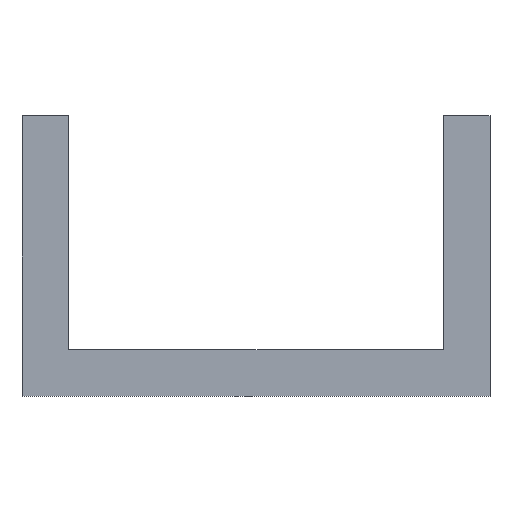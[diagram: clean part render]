
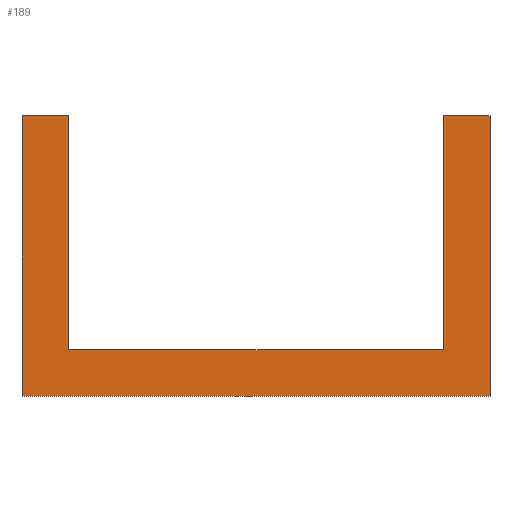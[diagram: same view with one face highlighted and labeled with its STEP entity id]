
A CAD part, front view. The second image highlights one B-rep face of the part: STEP entity #189.
In plain terms, the highlighted planar face has unit normal (0, -1, 0).
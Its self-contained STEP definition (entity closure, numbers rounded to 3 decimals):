
#23=FACE_OUTER_BOUND('',#33,.T.);
#33=EDGE_LOOP('',(#155,#156,#157,#158,#159,#160,#161,#162));
#35=LINE('',#265,#59);
#39=LINE('',#273,#63);
#42=LINE('',#279,#66);
#45=LINE('',#285,#69);
#48=LINE('',#291,#72);
#51=LINE('',#297,#75);
#54=LINE('',#303,#78);
#57=LINE('',#308,#81);
#59=VECTOR('',#219,10.);
#63=VECTOR('',#225,10.);
#66=VECTOR('',#230,10.);
#69=VECTOR('',#235,10.);
#72=VECTOR('',#240,10.);
#75=VECTOR('',#245,10.);
#78=VECTOR('',#250,10.);
#81=VECTOR('',#255,10.);
#83=VERTEX_POINT('',#263);
#84=VERTEX_POINT('',#264);
#87=VERTEX_POINT('',#272);
#89=VERTEX_POINT('',#278);
#91=VERTEX_POINT('',#284);
#93=VERTEX_POINT('',#290);
#95=VERTEX_POINT('',#296);
#97=VERTEX_POINT('',#302);
#99=EDGE_CURVE('',#83,#84,#35,.T.);
#103=EDGE_CURVE('',#87,#84,#39,.T.);
#106=EDGE_CURVE('',#89,#87,#42,.T.);
#109=EDGE_CURVE('',#91,#89,#45,.T.);
#112=EDGE_CURVE('',#91,#93,#48,.T.);
#115=EDGE_CURVE('',#93,#95,#51,.T.);
#118=EDGE_CURVE('',#95,#97,#54,.T.);
#121=EDGE_CURVE('',#97,#83,#57,.T.);
#155=ORIENTED_EDGE('',*,*,#121,.T.);
#156=ORIENTED_EDGE('',*,*,#99,.T.);
#157=ORIENTED_EDGE('',*,*,#103,.F.);
#158=ORIENTED_EDGE('',*,*,#106,.F.);
#159=ORIENTED_EDGE('',*,*,#109,.F.);
#160=ORIENTED_EDGE('',*,*,#112,.T.);
#161=ORIENTED_EDGE('',*,*,#115,.T.);
#162=ORIENTED_EDGE('',*,*,#118,.T.);
#179=PLANE('',#213);
#189=ADVANCED_FACE('',(#23),#179,.T.);
#213=AXIS2_PLACEMENT_3D('',#310,#257,#258);
#219=DIRECTION('',(-1.,0.,0.));
#225=DIRECTION('',(0.,0.,1.));
#230=DIRECTION('',(-1.,0.,0.));
#235=DIRECTION('',(0.,0.,-1.));
#240=DIRECTION('',(-1.,0.,0.));
#245=DIRECTION('',(0.,0.,-1.));
#250=DIRECTION('',(-1.,0.,0.));
#255=DIRECTION('',(0.,0.,1.));
#257=DIRECTION('center_axis',(0.,-1.,0.));
#258=DIRECTION('ref_axis',(0.,0.,-1.));
#263=CARTESIAN_POINT('',(120.833,-99.753,34.29));
#264=CARTESIAN_POINT('',(119.833,-99.753,34.29));
#265=CARTESIAN_POINT('',(50.411,-99.753,34.29));
#272=CARTESIAN_POINT('',(119.833,-99.753,28.29));
#273=CARTESIAN_POINT('',(119.833,-99.753,31.29));
#278=CARTESIAN_POINT('',(129.833,-99.753,28.29));
#279=CARTESIAN_POINT('',(129.833,-99.753,28.29));
#284=CARTESIAN_POINT('',(129.833,-99.753,34.29));
#285=CARTESIAN_POINT('',(129.833,-99.753,34.29));
#290=CARTESIAN_POINT('',(128.833,-99.753,34.29));
#291=CARTESIAN_POINT('',(50.411,-99.753,34.29));
#296=CARTESIAN_POINT('',(128.833,-99.753,29.29));
#297=CARTESIAN_POINT('',(128.833,-99.753,34.29));
#302=CARTESIAN_POINT('',(120.833,-99.753,29.29));
#303=CARTESIAN_POINT('',(127.333,-99.753,29.29));
#308=CARTESIAN_POINT('',(120.833,-99.753,34.29));
#310=CARTESIAN_POINT('Origin',(129.833,-99.753,34.29));
